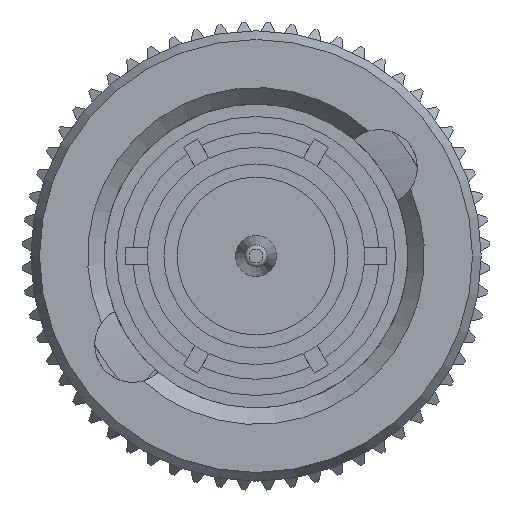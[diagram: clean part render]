
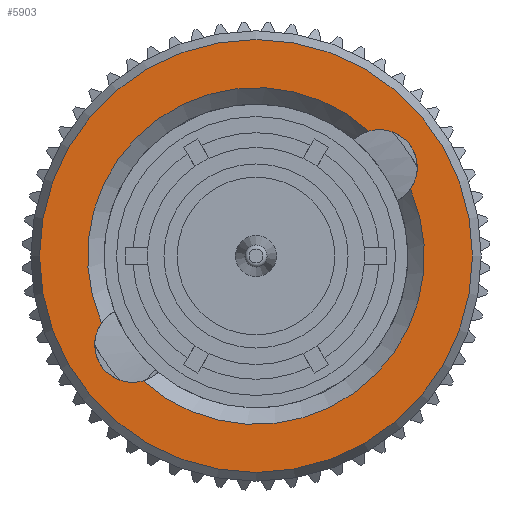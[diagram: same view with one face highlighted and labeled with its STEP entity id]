
A CAD part, left-side view. The second image highlights one B-rep face of the part: STEP entity #5903.
In plain terms, the highlighted planar face has unit normal (-1, 0, 0).
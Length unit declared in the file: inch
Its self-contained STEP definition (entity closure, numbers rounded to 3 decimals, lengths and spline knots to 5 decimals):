
#41 = VERTEX_POINT ( 'NONE', #10091 ) ;
#311 = ORIENTED_EDGE ( 'NONE', *, *, #6885, .T. ) ;
#453 = DIRECTION ( 'NONE',  ( 0., 0., -1. ) ) ;
#463 = EDGE_CURVE ( 'NONE', #41, #7658, #10960, .T. ) ;
#695 = DIRECTION ( 'NONE',  ( -1., 0., 0. ) ) ;
#1227 = ORIENTED_EDGE ( 'NONE', *, *, #7990, .T. ) ;
#1534 = DIRECTION ( 'NONE',  ( -1., 0., 0. ) ) ;
#1676 = CARTESIAN_POINT ( 'NONE',  ( 0.33873, 0.18802, -0.08154 ) ) ;
#1965 = VERTEX_POINT ( 'NONE', #9522 ) ;
#2527 = VERTEX_POINT ( 'NONE', #5265 ) ;
#2644 = CIRCLE ( 'NONE', #3669, 0.26339 ) ;
#3098 = CARTESIAN_POINT ( 'NONE',  ( 0.33873, 0., -0.26339 ) ) ;
#3131 = DIRECTION ( 'NONE',  ( 1., 0., 0. ) ) ;
#3419 = AXIS2_PLACEMENT_3D ( 'NONE', #11120, #4433, #10150 ) ;
#3541 = DIRECTION ( 'NONE',  ( -1., 0., 0. ) ) ;
#3589 = CARTESIAN_POINT ( 'NONE',  ( 0.33873, -0.13747, 0.152 ) ) ;
#3669 = AXIS2_PLACEMENT_3D ( 'NONE', #12379, #695, #5562 ) ;
#4394 = CARTESIAN_POINT ( 'NONE',  ( 0.33873, 0., 0. ) ) ;
#4433 = DIRECTION ( 'NONE',  ( 1., 0., 0. ) ) ;
#4471 = DIRECTION ( 'NONE',  ( 0., 0., 1. ) ) ;
#5094 = ORIENTED_EDGE ( 'NONE', *, *, #11852, .T. ) ;
#5265 = CARTESIAN_POINT ( 'NONE',  ( 0.33873, 0., 0.26339 ) ) ;
#5275 = AXIS2_PLACEMENT_3D ( 'NONE', #3098, #7008, #10856 ) ;
#5562 = DIRECTION ( 'NONE',  ( 0., 0., 1. ) ) ;
#5669 = EDGE_LOOP ( 'NONE', ( #311 ) ) ;
#5903 = ADVANCED_FACE ( 'NONE', ( #10793, #6162 ), #11895, .F. ) ;
#5907 = CIRCLE ( 'NONE', #7562, 0.046 ) ;
#6162 = FACE_BOUND ( 'NONE', #10567, .T. ) ;
#6885 = EDGE_CURVE ( 'NONE', #2527, #2527, #2644, .T. ) ;
#6923 = EDGE_CURVE ( 'NONE', #10538, #1965, #5907, .T. ) ;
#7008 = DIRECTION ( 'NONE',  ( 1., 0., 0. ) ) ;
#7041 = DIRECTION ( 'NONE',  ( 0., 0., -1. ) ) ;
#7562 = AXIS2_PLACEMENT_3D ( 'NONE', #10506, #1534, #4471 ) ;
#7658 = VERTEX_POINT ( 'NONE', #3589 ) ;
#7990 = EDGE_CURVE ( 'NONE', #10538, #7658, #12291, .T. ) ;
#8746 = CIRCLE ( 'NONE', #3419, 0.20494 ) ;
#9238 = ORIENTED_EDGE ( 'NONE', *, *, #463, .F. ) ;
#9522 = CARTESIAN_POINT ( 'NONE',  ( 0.33873, 0.13747, -0.152 ) ) ;
#9523 = AXIS2_PLACEMENT_3D ( 'NONE', #12332, #3541, #453 ) ;
#10091 = CARTESIAN_POINT ( 'NONE',  ( 0.33873, -0.18802, 0.08154 ) ) ;
#10148 = ORIENTED_EDGE ( 'NONE', *, *, #6923, .F. ) ;
#10150 = DIRECTION ( 'NONE',  ( 0., 0., -1. ) ) ;
#10443 = AXIS2_PLACEMENT_3D ( 'NONE', #4394, #3131, #7041 ) ;
#10506 = CARTESIAN_POINT ( 'NONE',  ( 0.33873, 0.15026, -0.10782 ) ) ;
#10538 = VERTEX_POINT ( 'NONE', #1676 ) ;
#10567 = EDGE_LOOP ( 'NONE', ( #10148, #1227, #9238, #5094 ) ) ;
#10793 = FACE_OUTER_BOUND ( 'NONE', #5669, .T. ) ;
#10856 = DIRECTION ( 'NONE',  ( 0., 0., -1. ) ) ;
#10960 = CIRCLE ( 'NONE', #9523, 0.046 ) ;
#11120 = CARTESIAN_POINT ( 'NONE',  ( 0.33873, 0., 0. ) ) ;
#11852 = EDGE_CURVE ( 'NONE', #41, #1965, #8746, .T. ) ;
#11895 = PLANE ( 'NONE',  #5275 ) ;
#12291 = CIRCLE ( 'NONE', #10443, 0.20494 ) ;
#12332 = CARTESIAN_POINT ( 'NONE',  ( 0.33873, -0.15026, 0.10782 ) ) ;
#12379 = CARTESIAN_POINT ( 'NONE',  ( 0.33873, 0., 0. ) ) ;
